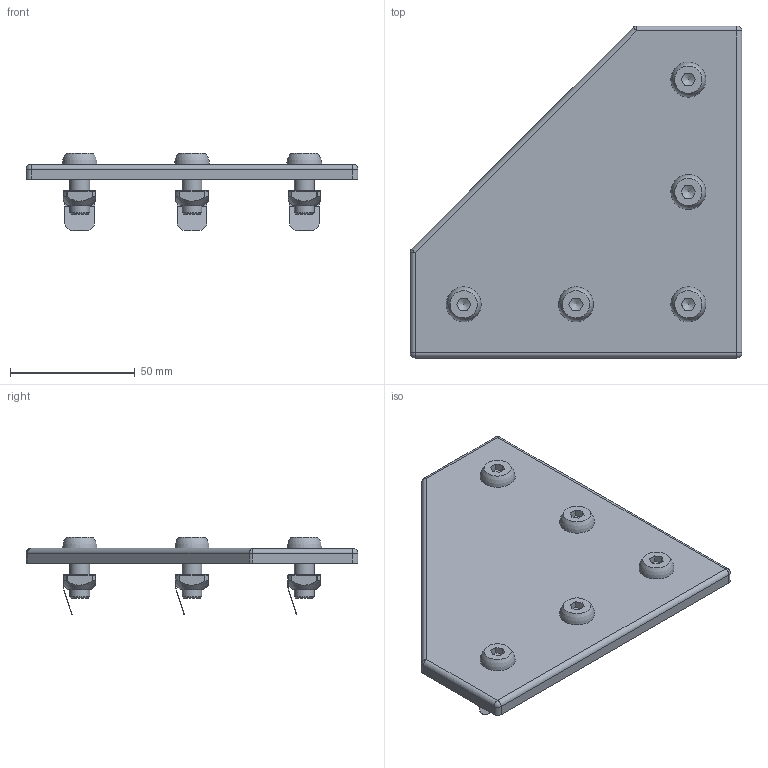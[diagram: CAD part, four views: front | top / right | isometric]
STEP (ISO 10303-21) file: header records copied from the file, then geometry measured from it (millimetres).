
FILE_DESCRIPTION(('STEP AP203'),'1');
FILE_NAME('FIXE08E1829.stp','2023-10-23T11:59:56',(' '),(' '),'Spatial InterOp 3D',' ',' ');
FILE_SCHEMA(('CONFIG_CONTROL_DESIGN'));
Length unit declared in the file: millimetre
Products named in the file (7): Kit de fixation; Vis BHC - M8x20; Ecrou carré languette 8 45 M8; Kit plaque de connexion LV1 135x135; Plaque de connexion LV1 135x135
Assembly tree (10 placements, depth 4):
  Kit plaque de connexion LV1 135x135
    Kit de fixation  x5
      Vis BHC - M8x20
      Ecrou carré languette 8 45 M8
        Ecrou carré languette 8 45 M8
        Ecrou carré languette 8 45 M8
    Plaque de connexion LV1 135x135
Bounding box: 133 x 133 x 30.95 mm (x, y, z)
Volume: 90381.7 mm3; surface area: 39609 mm2
Topology: 16 solids, 16 shells, 357 faces, 840 edges, 475 vertices
Faces by surface type: cylinder 130, plane 122, sphere 50, torus 30, cone 25
Full cylindrical faces by diameter (mm): 6.8 x5, 8 x10, 9 x5
Entity records: 4207 total; most frequent: CARTESIAN_POINT 602, DIRECTION 499, ORIENTED_EDGE 392, AXIS2_PLACEMENT_3D 208, EDGE_CURVE 196, PROPERTY_DEFINITION_REPRESENTATION 176, GENERAL_PROPERTY_ASSOCIATION 176, PROPERTY_DEFINITION 176
